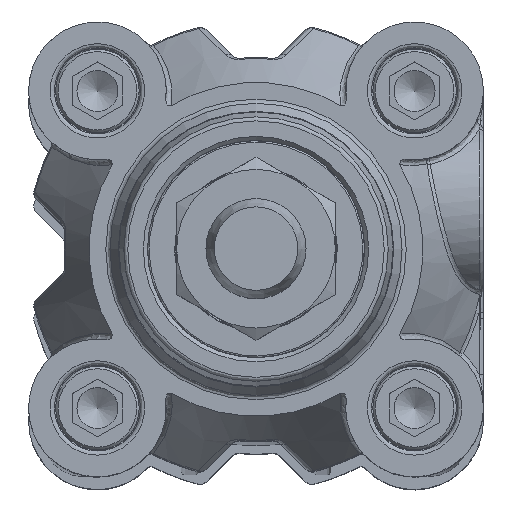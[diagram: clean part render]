
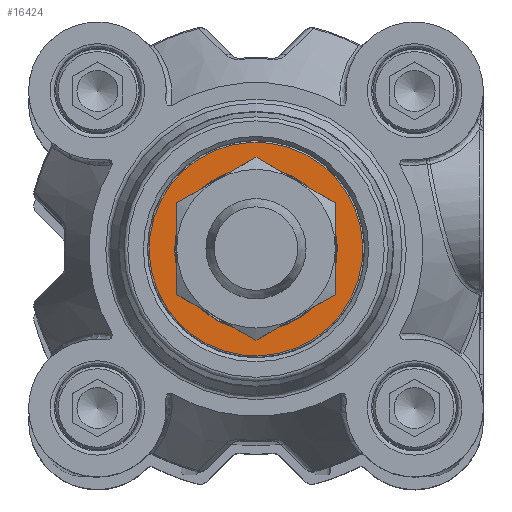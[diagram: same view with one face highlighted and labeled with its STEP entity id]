
A CAD part, top view. The second image highlights one B-rep face of the part: STEP entity #16424.
In plain terms, the highlighted planar face has unit normal (0, 0, 1).
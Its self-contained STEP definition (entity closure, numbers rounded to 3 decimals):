
#1310=FACE_BOUND('',#6500,.T.);
#4163=CIRCLE('',#18024,12.8);
#4164=CIRCLE('',#18025,12.8);
#4165=CIRCLE('',#18026,9.75);
#4166=CIRCLE('',#18027,9.75);
#4731=PLANE('',#18023);
#5488=FACE_OUTER_BOUND('',#6499,.T.);
#6499=EDGE_LOOP('',(#14145,#14146));
#6500=EDGE_LOOP('',(#14147,#14148));
#8122=VERTEX_POINT('',#30531);
#8123=VERTEX_POINT('',#30532);
#8124=VERTEX_POINT('',#30535);
#8125=VERTEX_POINT('',#30536);
#10209=EDGE_CURVE('',#8122,#8123,#4163,.T.);
#10210=EDGE_CURVE('',#8123,#8122,#4164,.T.);
#10211=EDGE_CURVE('',#8124,#8125,#4165,.T.);
#10212=EDGE_CURVE('',#8125,#8124,#4166,.T.);
#14145=ORIENTED_EDGE('',*,*,#10209,.T.);
#14146=ORIENTED_EDGE('',*,*,#10210,.T.);
#14147=ORIENTED_EDGE('',*,*,#10211,.F.);
#14148=ORIENTED_EDGE('',*,*,#10212,.F.);
#16424=ADVANCED_FACE('',(#5488,#1310),#4731,.F.);
#18023=AXIS2_PLACEMENT_3D('',#30530,#21632,#21633);
#18024=AXIS2_PLACEMENT_3D('',#30533,#21634,#21635);
#18025=AXIS2_PLACEMENT_3D('',#30534,#21636,#21637);
#18026=AXIS2_PLACEMENT_3D('',#30537,#21638,#21639);
#18027=AXIS2_PLACEMENT_3D('',#30538,#21640,#21641);
#21632=DIRECTION('center_axis',(0.,0.,
-1.));
#21633=DIRECTION('ref_axis',(-0.734,-0.679,0.));
#21634=DIRECTION('center_axis',(0.,0.,
1.));
#21635=DIRECTION('ref_axis',(0.734,0.679,0.));
#21636=DIRECTION('center_axis',(0.,0.,
1.));
#21637=DIRECTION('ref_axis',(0.734,0.679,0.));
#21638=DIRECTION('center_axis',(0.,0.,
1.));
#21639=DIRECTION('ref_axis',(0.734,0.679,0.));
#21640=DIRECTION('center_axis',(0.,0.,
1.));
#21641=DIRECTION('ref_axis',(0.734,0.679,0.));
#30530=CARTESIAN_POINT('Origin',(-8.688,9.4,58.3));
#30531=CARTESIAN_POINT('',(9.4,8.688,58.3));
#30532=CARTESIAN_POINT('',(-9.4,-8.688,58.3));
#30533=CARTESIAN_POINT('Origin',(0.,0.,
58.3));
#30534=CARTESIAN_POINT('Origin',(0.,0.,
58.3));
#30535=CARTESIAN_POINT('',(7.16,6.618,58.3));
#30536=CARTESIAN_POINT('',(-7.16,-6.618,58.3));
#30537=CARTESIAN_POINT('Origin',(0.,0.,
58.3));
#30538=CARTESIAN_POINT('Origin',(0.,0.,
58.3));
